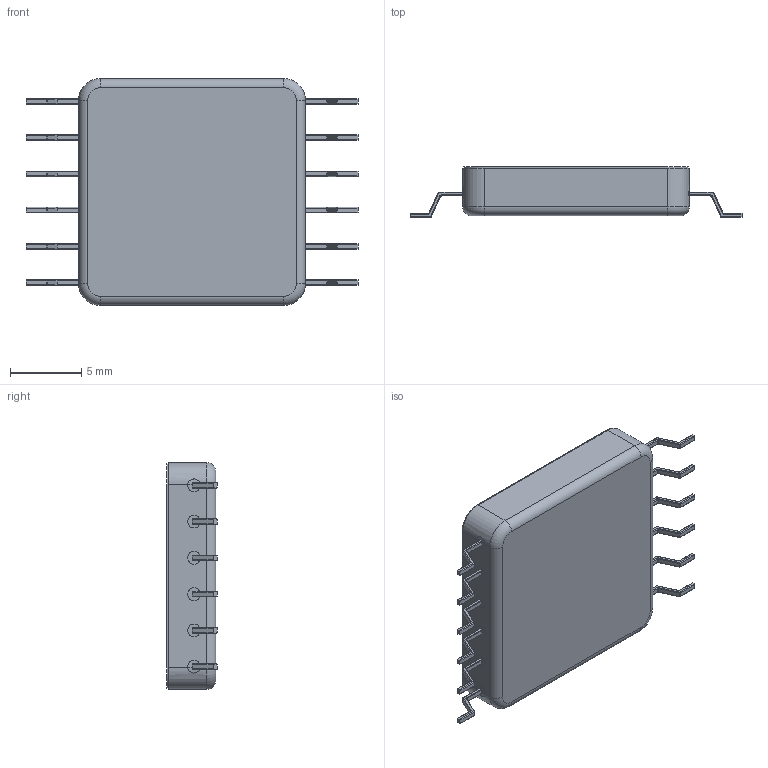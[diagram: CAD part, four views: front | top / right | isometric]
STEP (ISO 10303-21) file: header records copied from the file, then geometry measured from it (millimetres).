
FILE_DESCRIPTION (( 'STEP AP214' ), '1' );
FILE_NAME ('QT131.STEP', '2023-08-10T17:17:29', ( '' ), ( '' ), 'SwSTEP 2.0', 'SolidWorks 2022', '' );
FILE_SCHEMA (( 'AUTOMOTIVE_DESIGN' ));
Length unit declared in the file: inch
Products named in the file (3): QT31_2; QT131; QT31_1_QT131
Assembly tree (2 placements, depth 2):
  QT131
    QT31_1_QT131
    QT31_2
Bounding box: 23.24 x 3.53 x 15.88 mm (x, y, z)
Volume: 366.6 mm3; surface area: 1494.3 mm2
Topology: 16 solids, 16 shells, 767 faces, 1930 edges, 1172 vertices
Faces by surface type: cylinder 312, plane 308, torus 56, sphere 48, bspline 43
Entity records: 28078 total; most frequent: CARTESIAN_POINT 6853, DIRECTION 3906, ORIENTED_EDGE 3764, EDGE_CURVE 1882, AXIS2_PLACEMENT_3D 1413, VERTEX_POINT 1172, LINE 1080, VECTOR 1080
